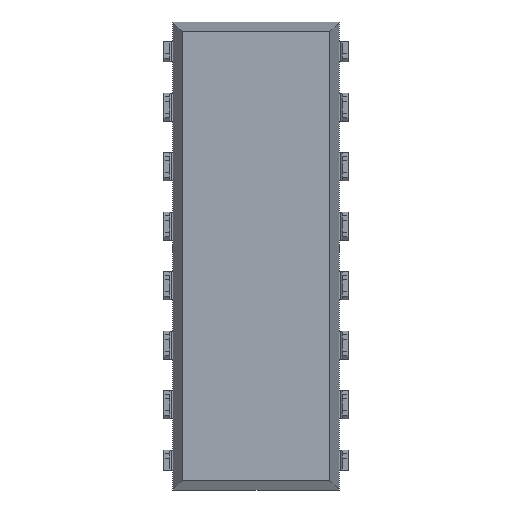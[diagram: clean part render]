
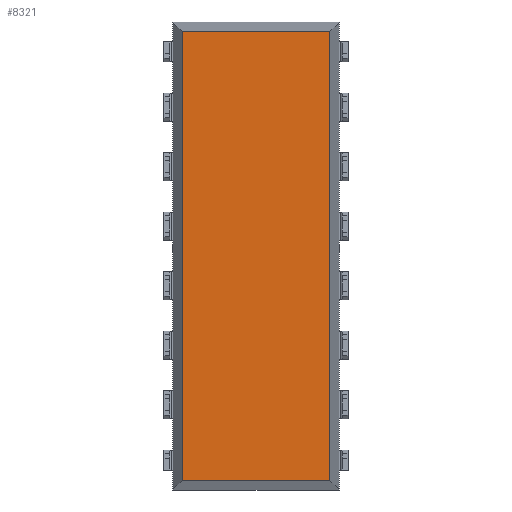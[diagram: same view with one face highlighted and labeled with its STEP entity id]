
A CAD part, front view. The second image highlights one B-rep face of the part: STEP entity #8321.
In plain terms, the highlighted planar face has unit normal (0, -1, 0).
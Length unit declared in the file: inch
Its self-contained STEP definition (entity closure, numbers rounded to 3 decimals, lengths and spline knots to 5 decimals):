
#322 = EDGE_CURVE ( 'NONE', #1689, #7409, #4300, .T. ) ;
#349 = DIRECTION ( 'NONE',  ( -1., 0., 0. ) ) ;
#439 = CARTESIAN_POINT ( 'NONE',  ( -0.14, 0.02, 0.37754 ) ) ;
#845 = CARTESIAN_POINT ( 'NONE',  ( -0.12404, 0.02, 0.37754 ) ) ;
#891 = LINE ( 'NONE', #439, #4988 ) ;
#1414 = CARTESIAN_POINT ( 'NONE',  ( -0.12404, 0.02, -0.37754 ) ) ;
#1624 = EDGE_CURVE ( 'NONE', #3633, #1689, #4810, .T. ) ;
#1689 = VERTEX_POINT ( 'NONE', #5273 ) ;
#1819 = DIRECTION ( 'NONE',  ( 0., 0., 1. ) ) ;
#2024 = ORIENTED_EDGE ( 'NONE', *, *, #6019, .F. ) ;
#2059 = ORIENTED_EDGE ( 'NONE', *, *, #322, .F. ) ;
#2788 = VECTOR ( 'NONE', #1819, 39.37008 ) ;
#2835 = VECTOR ( 'NONE', #349, 39.37008 ) ;
#3351 = DIRECTION ( 'NONE',  ( 0., -1., 0. ) ) ;
#3633 = VERTEX_POINT ( 'NONE', #7503 ) ;
#4016 = DIRECTION ( 'NONE',  ( 0., 0., -1. ) ) ;
#4167 = LINE ( 'NONE', #8506, #2788 ) ;
#4300 = LINE ( 'NONE', #7077, #2835 ) ;
#4497 = VECTOR ( 'NONE', #4016, 39.37008 ) ;
#4810 = LINE ( 'NONE', #7280, #4497 ) ;
#4988 = VECTOR ( 'NONE', #5114, 39.37008 ) ;
#5114 = DIRECTION ( 'NONE',  ( 1., 0., 0. ) ) ;
#5273 = CARTESIAN_POINT ( 'NONE',  ( 0.12404, 0.02, -0.37754 ) ) ;
#5363 = ORIENTED_EDGE ( 'NONE', *, *, #1624, .F. ) ;
#5430 = CARTESIAN_POINT ( 'NONE',  ( 0., 0.02, 0. ) ) ;
#5535 = ORIENTED_EDGE ( 'NONE', *, *, #6613, .F. ) ;
#6019 = EDGE_CURVE ( 'NONE', #7409, #6253, #4167, .T. ) ;
#6253 = VERTEX_POINT ( 'NONE', #845 ) ;
#6613 = EDGE_CURVE ( 'NONE', #6253, #3633, #891, .T. ) ;
#6731 = DIRECTION ( 'NONE',  ( 0., 0., -1. ) ) ;
#6810 = PLANE ( 'NONE',  #7318 ) ;
#7077 = CARTESIAN_POINT ( 'NONE',  ( -0.14, 0.02, -0.37754 ) ) ;
#7280 = CARTESIAN_POINT ( 'NONE',  ( 0.12404, 0.02, 0.3935 ) ) ;
#7318 = AXIS2_PLACEMENT_3D ( 'NONE', #5430, #3351, #6731 ) ;
#7409 = VERTEX_POINT ( 'NONE', #1414 ) ;
#7467 = FACE_OUTER_BOUND ( 'NONE', #7922, .T. ) ;
#7503 = CARTESIAN_POINT ( 'NONE',  ( 0.12404, 0.02, 0.37754 ) ) ;
#7922 = EDGE_LOOP ( 'NONE', ( #5363, #5535, #2024, #2059 ) ) ;
#8321 = ADVANCED_FACE ( 'NONE', ( #7467 ), #6810, .T. ) ;
#8506 = CARTESIAN_POINT ( 'NONE',  ( -0.12404, 0.02, 0.3935 ) ) ;
